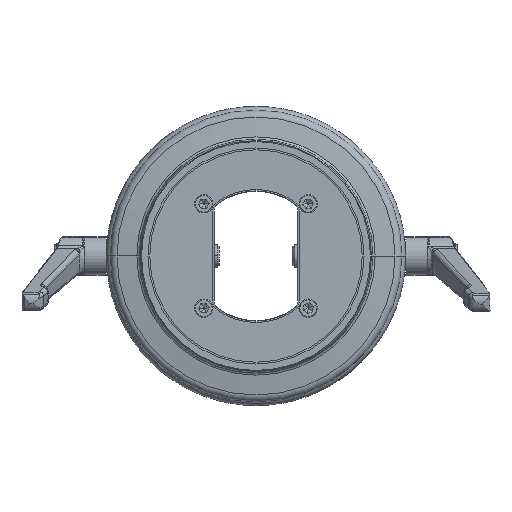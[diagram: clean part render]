
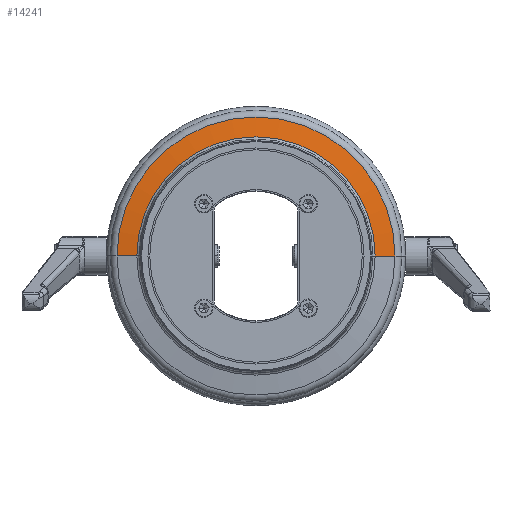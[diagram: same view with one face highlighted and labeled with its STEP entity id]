
A CAD part, front view. The second image highlights one B-rep face of the part: STEP entity #14241.
In plain terms, the highlighted conical face has half-angle 81.912 degrees and reference radius 64.539 mm.
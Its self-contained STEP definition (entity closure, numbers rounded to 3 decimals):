
#514 = DIRECTION ( 'NONE',  ( 0., 0.141, 0.99 ) ) ;
#515 = VECTOR ( 'NONE', #514, 1000. ) ;
#516 = CARTESIAN_POINT ( 'NONE',  ( 0., 18.485, 64.539 ) ) ;
#517 = LINE ( 'NONE', #516, #515 ) ;
#1762 = CARTESIAN_POINT ( 'NONE',  ( 0., 20.008, 75.259 ) ) ;
#1793 = AXIS2_PLACEMENT_3D ( 'NONE', #1856, #1855, #1854 ) ;
#1794 = CIRCLE ( 'NONE', #1793, 64.539 ) ;
#1795 = CARTESIAN_POINT ( 'NONE',  ( 0., 18.485, 64.539 ) ) ;
#1796 = DIRECTION ( 'NONE',  ( 0., 0.141, -0.99 ) ) ;
#1797 = VECTOR ( 'NONE', #1796, 1000. ) ;
#1798 = CARTESIAN_POINT ( 'NONE',  ( 0., 18.485, -64.539 ) ) ;
#1799 = LINE ( 'NONE', #1798, #1797 ) ;
#1800 = CARTESIAN_POINT ( 'NONE',  ( 0., 18.485, -64.539 ) ) ;
#1836 = DIRECTION ( 'NONE',  ( 0., 0., 1. ) ) ;
#1837 = DIRECTION ( 'NONE',  ( 0., 1., 0. ) ) ;
#1838 = AXIS2_PLACEMENT_3D ( 'NONE', #1841, #1837, #1836 ) ;
#1839 = CONICAL_SURFACE ( 'NONE', #1838, 64.539, 1.43 ) ;
#1841 = CARTESIAN_POINT ( 'NONE',  ( 0., 18.485, 0. ) ) ;
#1842 = DIRECTION ( 'NONE',  ( 0., 0., -1. ) ) ;
#1843 = DIRECTION ( 'NONE',  ( 0., -1., 0. ) ) ;
#1844 = CARTESIAN_POINT ( 'NONE',  ( 0., 20.008, 0. ) ) ;
#1845 = AXIS2_PLACEMENT_3D ( 'NONE', #1844, #1843, #1842 ) ;
#1846 = CIRCLE ( 'NONE', #1845, 75.259 ) ;
#1847 = FACE_OUTER_BOUND ( 'NONE', #13853, .T. ) ;
#1848 = CARTESIAN_POINT ( 'NONE',  ( 0., 20.008, -75.259 ) ) ;
#1854 = DIRECTION ( 'NONE',  ( 0., 0., -1. ) ) ;
#1855 = DIRECTION ( 'NONE',  ( 0., -1., 0. ) ) ;
#1856 = CARTESIAN_POINT ( 'NONE',  ( 0., 18.485, 0. ) ) ;
#2478 = EDGE_CURVE ( 'NONE', #13889, #12371, #517, .T. ) ;
#2479 = ORIENTED_EDGE ( 'NONE', *, *, #14214, .T. ) ;
#2480 = ORIENTED_EDGE ( 'NONE', *, *, #2478, .F. ) ;
#12371 = VERTEX_POINT ( 'NONE', #1762 ) ;
#13853 = EDGE_LOOP ( 'NONE', ( #13983, #13865, #2479, #2480 ) ) ;
#13865 = ORIENTED_EDGE ( 'NONE', *, *, #13876, .T. ) ;
#13868 = VERTEX_POINT ( 'NONE', #1800 ) ;
#13876 = EDGE_CURVE ( 'NONE', #13868, #14164, #1799, .T. ) ;
#13889 = VERTEX_POINT ( 'NONE', #1795 ) ;
#13926 = EDGE_CURVE ( 'NONE', #13868, #13889, #1794, .T. ) ;
#13983 = ORIENTED_EDGE ( 'NONE', *, *, #13926, .F. ) ;
#14164 = VERTEX_POINT ( 'NONE', #1848 ) ;
#14214 = EDGE_CURVE ( 'NONE', #14164, #12371, #1846, .T. ) ;
#14241 = ADVANCED_FACE ( 'NONE', ( #1847 ), #1839, .T. ) ;
